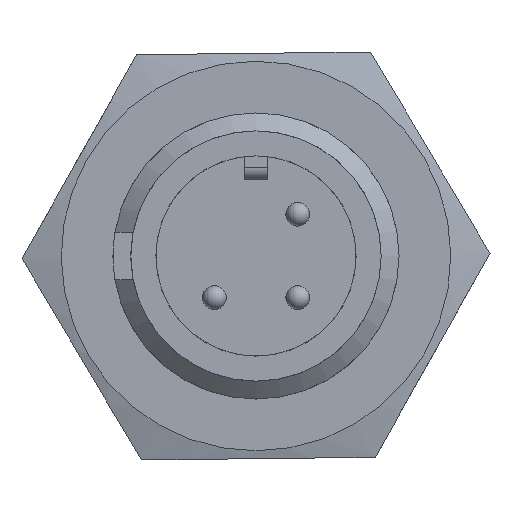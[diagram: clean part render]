
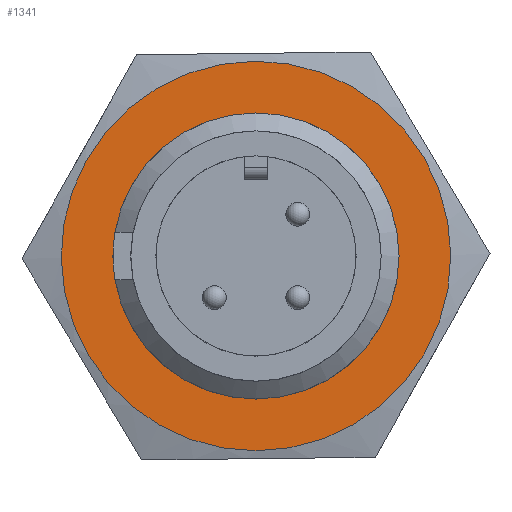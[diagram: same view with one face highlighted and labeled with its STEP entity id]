
A CAD part, left-side view. The second image highlights one B-rep face of the part: STEP entity #1341.
In plain terms, the highlighted planar face has unit normal (-1, 0, 0).
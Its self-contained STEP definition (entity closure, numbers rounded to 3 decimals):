
#14 = FACE_OUTER_BOUND ( 'NONE', #2154, .T. ) ;
#129 = ORIENTED_EDGE ( 'NONE', *, *, #1946, .T. ) ;
#154 = ORIENTED_EDGE ( 'NONE', *, *, #1951, .F. ) ;
#296 = FACE_BOUND ( 'NONE', #331, .T. ) ;
#331 = EDGE_LOOP ( 'NONE', ( #129 ) ) ;
#379 = AXIS2_PLACEMENT_3D ( 'NONE', #1007, #1006, #1005 ) ;
#1005 = DIRECTION ( 'NONE',  ( 0., 0., -1. ) ) ;
#1006 = DIRECTION ( 'NONE',  ( 1., 0., 0. ) ) ;
#1007 = CARTESIAN_POINT ( 'NONE',  ( -2., 4.81, -8.555 ) ) ;
#1008 = PLANE ( 'NONE',  #379 ) ;
#1109 = CIRCLE ( 'NONE', #1121, 8.169 ) ;
#1121 = AXIS2_PLACEMENT_3D ( 'NONE', #1588, #1598, #1726 ) ;
#1173 = AXIS2_PLACEMENT_3D ( 'NONE', #1764, #1786, #1738 ) ;
#1233 = CIRCLE ( 'NONE', #1173, 6. ) ;
#1341 = ADVANCED_FACE ( 'NONE', ( #296, #14 ), #1008, .F. ) ;
#1468 = CARTESIAN_POINT ( 'NONE',  ( -2., 0., -6. ) ) ;
#1532 = CARTESIAN_POINT ( 'NONE',  ( -2., 0., -8.169 ) ) ;
#1588 = CARTESIAN_POINT ( 'NONE',  ( -2., 0., 0. ) ) ;
#1598 = DIRECTION ( 'NONE',  ( 1., 0., 0. ) ) ;
#1726 = DIRECTION ( 'NONE',  ( 0., 0., -1. ) ) ;
#1738 = DIRECTION ( 'NONE',  ( 0., 0., -1. ) ) ;
#1764 = CARTESIAN_POINT ( 'NONE',  ( -2., 0., 0. ) ) ;
#1786 = DIRECTION ( 'NONE',  ( 1., 0., 0. ) ) ;
#1841 = VERTEX_POINT ( 'NONE', #1532 ) ;
#1857 = VERTEX_POINT ( 'NONE', #1468 ) ;
#1946 = EDGE_CURVE ( 'NONE', #1857, #1857, #1233, .T. ) ;
#1951 = EDGE_CURVE ( 'NONE', #1841, #1841, #1109, .T. ) ;
#2154 = EDGE_LOOP ( 'NONE', ( #154 ) ) ;
